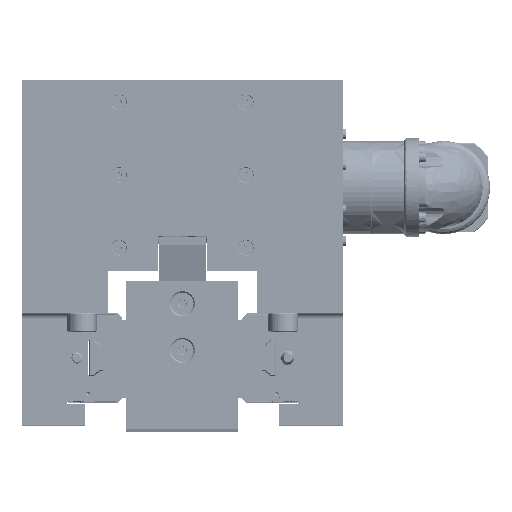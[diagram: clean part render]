
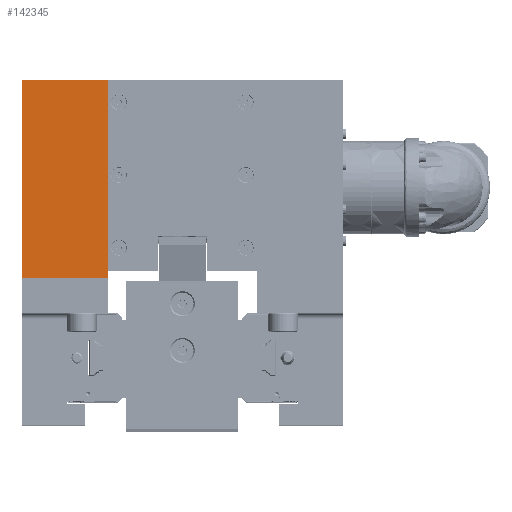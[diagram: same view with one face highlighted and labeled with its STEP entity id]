
A CAD part, top view. The second image highlights one B-rep face of the part: STEP entity #142345.
In plain terms, the highlighted planar face has unit normal (0, 0, 1).
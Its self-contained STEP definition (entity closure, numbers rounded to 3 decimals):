
#2305 = DIRECTION ( 'NONE',  ( 1., 0., 0. ) ) ;
#2877 = LINE ( 'NONE', #73005, #130606 ) ;
#3385 = CARTESIAN_POINT ( 'NONE',  ( -40., -106., 82. ) ) ;
#4418 = DIRECTION ( 'NONE',  ( 0., 1., 0. ) ) ;
#7660 = EDGE_CURVE ( 'NONE', #108876, #80166, #132334, .T. ) ;
#11498 = FACE_OUTER_BOUND ( 'NONE', #92846, .T. ) ;
#15526 = DIRECTION ( 'NONE',  ( 1., 0., 0. ) ) ;
#20690 = EDGE_CURVE ( 'NONE', #73474, #108876, #2877, .T. ) ;
#20938 = ORIENTED_EDGE ( 'NONE', *, *, #7660, .F. ) ;
#21317 = CARTESIAN_POINT ( 'NONE',  ( -40., 0., 82. ) ) ;
#23174 = CARTESIAN_POINT ( 'NONE',  ( -86., -106., 82. ) ) ;
#24713 = DIRECTION ( 'NONE',  ( 0., 0., 1. ) ) ;
#34133 = ORIENTED_EDGE ( 'NONE', *, *, #101280, .F. ) ;
#49155 = CARTESIAN_POINT ( 'NONE',  ( -86., 0., 82. ) ) ;
#50894 = DIRECTION ( 'NONE',  ( 0., -1., 0. ) ) ;
#52564 = VECTOR ( 'NONE', #15526, 1000. ) ;
#53744 = CARTESIAN_POINT ( 'NONE',  ( -86., -106., 82. ) ) ;
#61498 = LINE ( 'NONE', #135371, #89488 ) ;
#62587 = LINE ( 'NONE', #3385, #102059 ) ;
#73005 = CARTESIAN_POINT ( 'NONE',  ( -86., -106., 82. ) ) ;
#73474 = VERTEX_POINT ( 'NONE', #53744 ) ;
#80166 = VERTEX_POINT ( 'NONE', #21317 ) ;
#84851 = ORIENTED_EDGE ( 'NONE', *, *, #20690, .F. ) ;
#85787 = EDGE_CURVE ( 'NONE', #73474, #143818, #61498, .T. ) ;
#89488 = VECTOR ( 'NONE', #2305, 1000. ) ;
#92846 = EDGE_LOOP ( 'NONE', ( #34133, #20938, #84851, #135432 ) ) ;
#98864 = CARTESIAN_POINT ( 'NONE',  ( -86., 0., 82. ) ) ;
#101280 = EDGE_CURVE ( 'NONE', #80166, #143818, #62587, .T. ) ;
#102059 = VECTOR ( 'NONE', #50894, 1000. ) ;
#104958 = PLANE ( 'NONE',  #121552 ) ;
#108876 = VERTEX_POINT ( 'NONE', #49155 ) ;
#113974 = CARTESIAN_POINT ( 'NONE',  ( -40., -106., 82. ) ) ;
#115880 = DIRECTION ( 'NONE',  ( 1., 0., 0. ) ) ;
#121552 = AXIS2_PLACEMENT_3D ( 'NONE', #23174, #24713, #115880 ) ;
#130606 = VECTOR ( 'NONE', #4418, 1000. ) ;
#132334 = LINE ( 'NONE', #98864, #52564 ) ;
#135371 = CARTESIAN_POINT ( 'NONE',  ( -86., -106., 82. ) ) ;
#135432 = ORIENTED_EDGE ( 'NONE', *, *, #85787, .T. ) ;
#142345 = ADVANCED_FACE ( 'NONE', ( #11498 ), #104958, .T. ) ;
#143818 = VERTEX_POINT ( 'NONE', #113974 ) ;
